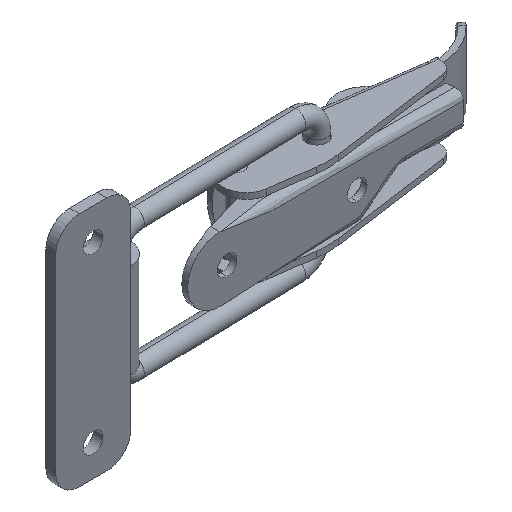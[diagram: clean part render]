
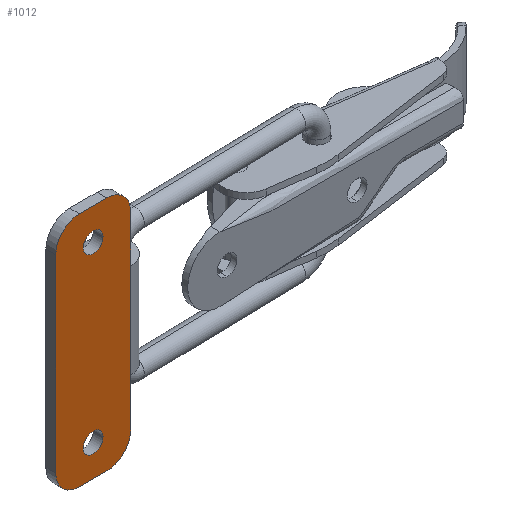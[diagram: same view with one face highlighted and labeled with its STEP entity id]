
A CAD part, isometric view. The second image highlights one B-rep face of the part: STEP entity #1012.
In plain terms, the highlighted planar face has unit normal (0, -1, 0).
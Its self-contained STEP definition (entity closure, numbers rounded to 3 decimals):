
#614 = EDGE_CURVE ( 'NONE', #907, #1538, #2552, .T. ) ;
#879 = VERTEX_POINT ( 'NONE', #2947 ) ;
#881 = EDGE_CURVE ( 'NONE', #879, #882, #2946, .T. ) ;
#882 = VERTEX_POINT ( 'NONE', #2941 ) ;
#895 = VERTEX_POINT ( 'NONE', #2978 ) ;
#897 = EDGE_CURVE ( 'NONE', #895, #898, #2977, .T. ) ;
#898 = VERTEX_POINT ( 'NONE', #2972 ) ;
#905 = EDGE_CURVE ( 'NONE', #906, #907, #3017, .T. ) ;
#906 = VERTEX_POINT ( 'NONE', #3013 ) ;
#907 = VERTEX_POINT ( 'NONE', #3012 ) ;
#975 = EDGE_CURVE ( 'NONE', #976, #977, #3152, .T. ) ;
#976 = VERTEX_POINT ( 'NONE', #3148 ) ;
#977 = VERTEX_POINT ( 'NONE', #3147 ) ;
#988 = ORIENTED_EDGE ( 'NONE', *, *, #989, .F. ) ;
#989 = EDGE_CURVE ( 'NONE', #898, #895, #3184, .T. ) ;
#990 = ORIENTED_EDGE ( 'NONE', *, *, #897, .F. ) ;
#991 = EDGE_LOOP ( 'NONE', ( #992, #994 ) ) ;
#992 = ORIENTED_EDGE ( 'NONE', *, *, #993, .F. ) ;
#993 = EDGE_CURVE ( 'NONE', #882, #879, #3179, .T. ) ;
#994 = ORIENTED_EDGE ( 'NONE', *, *, #881, .F. ) ;
#995 = EDGE_LOOP ( 'NONE', ( #996, #997, #999, #1000, #1057, #1060, #1063, #1066, #1068, #1069 ) ) ;
#996 = ORIENTED_EDGE ( 'NONE', *, *, #1008, .T. ) ;
#997 = ORIENTED_EDGE ( 'NONE', *, *, #998, .T. ) ;
#998 = EDGE_CURVE ( 'NONE', #1006, #906, #3174, .T. ) ;
#999 = ORIENTED_EDGE ( 'NONE', *, *, #905, .T. ) ;
#1000 = ORIENTED_EDGE ( 'NONE', *, *, #614, .T. ) ;
#1006 = VERTEX_POINT ( 'NONE', #3225 ) ;
#1008 = EDGE_CURVE ( 'NONE', #1009, #1006, #3224, .T. ) ;
#1009 = VERTEX_POINT ( 'NONE', #3220 ) ;
#1012 = ADVANCED_FACE ( 'NONE', ( #3215, #3214, #3213 ), #3212, .F. ) ;
#1013 = EDGE_LOOP ( 'NONE', ( #988, #990 ) ) ;
#1043 = EDGE_CURVE ( 'NONE', #976, #1009, #3412, .T. ) ;
#1057 = ORIENTED_EDGE ( 'NONE', *, *, #1058, .F. ) ;
#1058 = EDGE_CURVE ( 'NONE', #1059, #1538, #3444, .T. ) ;
#1059 = VERTEX_POINT ( 'NONE', #3440 ) ;
#1060 = ORIENTED_EDGE ( 'NONE', *, *, #1061, .F. ) ;
#1061 = EDGE_CURVE ( 'NONE', #1062, #1059, #3439, .T. ) ;
#1062 = VERTEX_POINT ( 'NONE', #3435 ) ;
#1063 = ORIENTED_EDGE ( 'NONE', *, *, #1064, .F. ) ;
#1064 = EDGE_CURVE ( 'NONE', #1065, #1062, #3434, .T. ) ;
#1065 = VERTEX_POINT ( 'NONE', #3430 ) ;
#1066 = ORIENTED_EDGE ( 'NONE', *, *, #1067, .T. ) ;
#1067 = EDGE_CURVE ( 'NONE', #1065, #977, #3429, .T. ) ;
#1068 = ORIENTED_EDGE ( 'NONE', *, *, #975, .F. ) ;
#1069 = ORIENTED_EDGE ( 'NONE', *, *, #1043, .T. ) ;
#1538 = VERTEX_POINT ( 'NONE', #4298 ) ;
#2548 = DIRECTION ( 'NONE',  ( -1., 0., 0. ) ) ;
#2549 = DIRECTION ( 'NONE',  ( 0., -1., 0. ) ) ;
#2550 = CARTESIAN_POINT ( 'NONE',  ( -6., -5.5, -24. ) ) ;
#2551 = AXIS2_PLACEMENT_3D ( 'NONE', #2550, #2549, #2548 ) ;
#2552 = CIRCLE ( 'NONE', #2551, 6. ) ;
#2941 = CARTESIAN_POINT ( 'NONE',  ( -7., -5.5, 22. ) ) ;
#2942 = DIRECTION ( 'NONE',  ( 1., 0., 0. ) ) ;
#2943 = DIRECTION ( 'NONE',  ( 0., -1., 0. ) ) ;
#2944 = CARTESIAN_POINT ( 'NONE',  ( -9.5, -5.5, 22. ) ) ;
#2945 = AXIS2_PLACEMENT_3D ( 'NONE', #2944, #2943, #2942 ) ;
#2946 = CIRCLE ( 'NONE', #2945, 2.5 ) ;
#2947 = CARTESIAN_POINT ( 'NONE',  ( -12., -5.5, 22. ) ) ;
#2972 = CARTESIAN_POINT ( 'NONE',  ( -7., -5.5, -22. ) ) ;
#2973 = DIRECTION ( 'NONE',  ( 1., 0., 0. ) ) ;
#2974 = DIRECTION ( 'NONE',  ( 0., -1., 0. ) ) ;
#2975 = CARTESIAN_POINT ( 'NONE',  ( -9.5, -5.5, -22. ) ) ;
#2976 = AXIS2_PLACEMENT_3D ( 'NONE', #2975, #2974, #2973 ) ;
#2977 = CIRCLE ( 'NONE', #2976, 2.5 ) ;
#2978 = CARTESIAN_POINT ( 'NONE',  ( -12., -5.5, -22. ) ) ;
#3012 = CARTESIAN_POINT ( 'NONE',  ( -6., -5.5, -30. ) ) ;
#3013 = CARTESIAN_POINT ( 'NONE',  ( -13., -5.5, -30. ) ) ;
#3014 = DIRECTION ( 'NONE',  ( 1., 0., 0. ) ) ;
#3015 = VECTOR ( 'NONE', #3014, 1000. ) ;
#3016 = CARTESIAN_POINT ( 'NONE',  ( 0., -5.5, -30. ) ) ;
#3017 = LINE ( 'NONE', #3016, #3015 ) ;
#3147 = CARTESIAN_POINT ( 'NONE',  ( -6., -5.5, 30. ) ) ;
#3148 = CARTESIAN_POINT ( 'NONE',  ( -13., -5.5, 30. ) ) ;
#3149 = DIRECTION ( 'NONE',  ( 1., 0., 0. ) ) ;
#3150 = VECTOR ( 'NONE', #3149, 1000. ) ;
#3151 = CARTESIAN_POINT ( 'NONE',  ( 0., -5.5, 30. ) ) ;
#3152 = LINE ( 'NONE', #3151, #3150 ) ;
#3170 = DIRECTION ( 'NONE',  ( -1., 0., 0. ) ) ;
#3171 = DIRECTION ( 'NONE',  ( 0., -1., 0. ) ) ;
#3172 = CARTESIAN_POINT ( 'NONE',  ( -13., -5.5, -24. ) ) ;
#3173 = AXIS2_PLACEMENT_3D ( 'NONE', #3172, #3171, #3170 ) ;
#3174 = CIRCLE ( 'NONE', #3173, 6. ) ;
#3175 = DIRECTION ( 'NONE',  ( 1., 0., 0. ) ) ;
#3176 = DIRECTION ( 'NONE',  ( 0., -1., 0. ) ) ;
#3177 = CARTESIAN_POINT ( 'NONE',  ( -9.5, -5.5, 22. ) ) ;
#3178 = AXIS2_PLACEMENT_3D ( 'NONE', #3177, #3176, #3175 ) ;
#3179 = CIRCLE ( 'NONE', #3178, 2.5 ) ;
#3180 = DIRECTION ( 'NONE',  ( 1., 0., 0. ) ) ;
#3181 = DIRECTION ( 'NONE',  ( 0., -1., 0. ) ) ;
#3182 = CARTESIAN_POINT ( 'NONE',  ( -9.5, -5.5, -22. ) ) ;
#3183 = AXIS2_PLACEMENT_3D ( 'NONE', #3182, #3181, #3180 ) ;
#3184 = CIRCLE ( 'NONE', #3183, 2.5 ) ;
#3208 = DIRECTION ( 'NONE',  ( -1., 0., 0. ) ) ;
#3209 = DIRECTION ( 'NONE',  ( 0., 1., 0. ) ) ;
#3210 = CARTESIAN_POINT ( 'NONE',  ( 0., -5.5, 30. ) ) ;
#3211 = AXIS2_PLACEMENT_3D ( 'NONE', #3210, #3209, #3208 ) ;
#3212 = PLANE ( 'NONE',  #3211 ) ;
#3213 = FACE_OUTER_BOUND ( 'NONE', #995, .T. ) ;
#3214 = FACE_BOUND ( 'NONE', #991, .T. ) ;
#3215 = FACE_BOUND ( 'NONE', #1013, .T. ) ;
#3220 = CARTESIAN_POINT ( 'NONE',  ( -19., -5.5, 24. ) ) ;
#3221 = DIRECTION ( 'NONE',  ( 0., 0., -1. ) ) ;
#3222 = VECTOR ( 'NONE', #3221, 1000. ) ;
#3223 = CARTESIAN_POINT ( 'NONE',  ( -19., -5.5, 30. ) ) ;
#3224 = LINE ( 'NONE', #3223, #3222 ) ;
#3225 = CARTESIAN_POINT ( 'NONE',  ( -19., -5.5, -24. ) ) ;
#3408 = DIRECTION ( 'NONE',  ( -1., 0., 0. ) ) ;
#3409 = DIRECTION ( 'NONE',  ( 0., -1., 0. ) ) ;
#3410 = CARTESIAN_POINT ( 'NONE',  ( -13., -5.5, 24. ) ) ;
#3411 = AXIS2_PLACEMENT_3D ( 'NONE', #3410, #3409, #3408 ) ;
#3412 = CIRCLE ( 'NONE', #3411, 6. ) ;
#3425 = DIRECTION ( 'NONE',  ( -1., 0., 0. ) ) ;
#3426 = DIRECTION ( 'NONE',  ( 0., -1., 0. ) ) ;
#3427 = CARTESIAN_POINT ( 'NONE',  ( -6., -5.5, 24. ) ) ;
#3428 = AXIS2_PLACEMENT_3D ( 'NONE', #3427, #3426, #3425 ) ;
#3429 = CIRCLE ( 'NONE', #3428, 6. ) ;
#3430 = CARTESIAN_POINT ( 'NONE',  ( 0., -5.5, 24. ) ) ;
#3431 = DIRECTION ( 'NONE',  ( 0., 0., -1. ) ) ;
#3432 = VECTOR ( 'NONE', #3431, 1000. ) ;
#3433 = CARTESIAN_POINT ( 'NONE',  ( 0., -5.5, 30. ) ) ;
#3434 = LINE ( 'NONE', #3433, #3432 ) ;
#3435 = CARTESIAN_POINT ( 'NONE',  ( 0., -5.5, 12. ) ) ;
#3436 = DIRECTION ( 'NONE',  ( 0., 0., -1. ) ) ;
#3437 = VECTOR ( 'NONE', #3436, 1000. ) ;
#3438 = CARTESIAN_POINT ( 'NONE',  ( 0., -5.5, 30. ) ) ;
#3439 = LINE ( 'NONE', #3438, #3437 ) ;
#3440 = CARTESIAN_POINT ( 'NONE',  ( 0., -5.5, -12. ) ) ;
#3441 = DIRECTION ( 'NONE',  ( 0., 0., -1. ) ) ;
#3442 = VECTOR ( 'NONE', #3441, 1000. ) ;
#3443 = CARTESIAN_POINT ( 'NONE',  ( 0., -5.5, -30. ) ) ;
#3444 = LINE ( 'NONE', #3443, #3442 ) ;
#4298 = CARTESIAN_POINT ( 'NONE',  ( 0., -5.5, -24. ) ) ;
